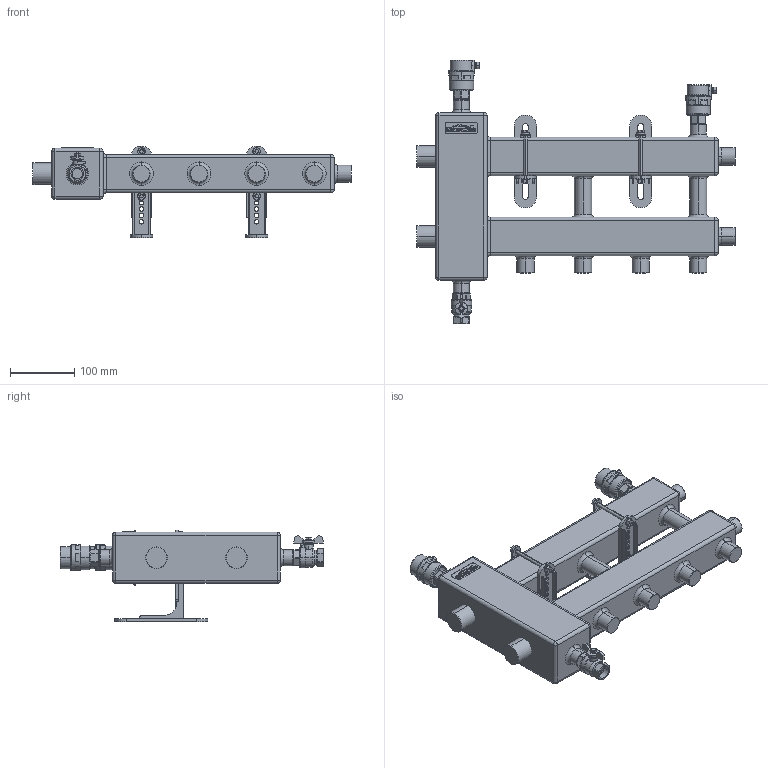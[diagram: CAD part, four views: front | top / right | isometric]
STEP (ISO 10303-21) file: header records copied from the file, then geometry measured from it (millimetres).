
FILE_DESCRIPTION (( 'STEP AP214' ), '1' );
FILE_NAME ('BMK-60-3D.10+K.UF.STEP', '2017-01-06T15:51:57', ( '' ), ( '' ), 'SwSTEP 2.0', 'SolidWorks 2015', '' );
FILE_SCHEMA (( 'AUTOMOTIVE_DESIGN' ));
Length unit declared in the file: millimetre
Products named in the file (5): Êîïèÿ BMK-60-3D.10^BM[K]-60.10+K.UF_BMK-60-3D; Êðàí øàðîâûé DN-15 ÂÐ-ÂÐ (áàáî÷êà); Êîïèÿ K.UF.03 äëÿ ñàéòà^BM[K]-60.10+K.UF_60x60-100; BMK-60-3D.10+K.UF; Êîïèÿ FAR 2044 12 GAISER àâò. âîçäóõîîòâîä÷èê ñ áîêîâûì âûïóñêîì ñ îáð. êëàïàíîì (õðîì)^BM[K]-60.10+K.UF
Assembly tree (6 placements, depth 2):
  BMK-60-3D.10+K.UF
    Êîïèÿ BMK-60-3D.10^BM[K]-60.10+K.UF_BMK-60-3D
    Êîïèÿ K.UF.03 äëÿ ñàéòà^BM[K]-60.10+K.UF_60x60-100  x2
    Êîïèÿ FAR 2044 12 GAISER àâò. âîçäóõîîòâîä÷èê ñ áîêîâûì âûïóñêîì ñ îáð. êëàïàíîì (õðîì)^BM[K]-60.10+K.UF  x2
    Êðàí øàðîâûé DN-15 ÂÐ-ÂÐ (áàáî÷êà)
Bounding box: 498 x 412 x 143 mm (x, y, z)
Volume: 4768873 mm3; surface area: 390121.4 mm2
Topology: 14 solids, 14 shells, 1722 faces, 4455 edges, 2804 vertices
Faces by surface type: bspline 524, plane 515, cylinder 417, cone 118, torus 100, sphere 48
Entity records: 48425 total; most frequent: CARTESIAN_POINT 17095, ORIENTED_EDGE 6674, DIRECTION 4768, EDGE_CURVE 3337, VERTEX_POINT 2137, AXIS2_PLACEMENT_3D 1628, VECTOR 1512, LINE 1512
